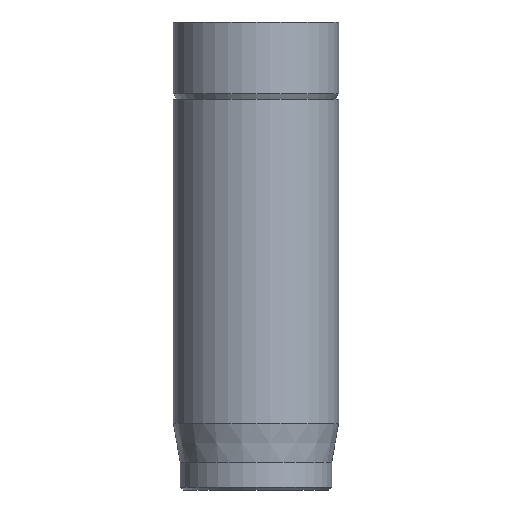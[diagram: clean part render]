
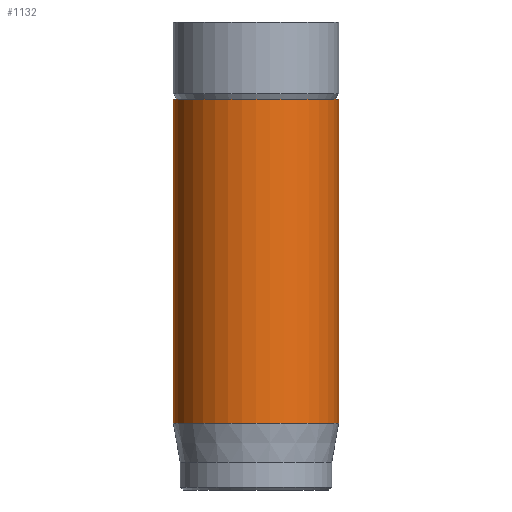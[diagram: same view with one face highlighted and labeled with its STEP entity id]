
A CAD part, front view. The second image highlights one B-rep face of the part: STEP entity #1132.
In plain terms, the highlighted cylindrical face has radius 3 mm (diameter 6 mm), a full revolution.
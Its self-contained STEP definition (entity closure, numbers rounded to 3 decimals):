
#136=CYLINDRICAL_SURFACE('',#1281,3.);
#149=FACE_OUTER_BOUND('',#218,.T.);
#218=EDGE_LOOP('',(#815,#816,#817,#818,#819));
#288=LINE('',#1631,#376);
#376=VECTOR('',#1398,3.);
#461=CIRCLE('',#1263,3.);
#470=CIRCLE('',#1279,3.);
#471=CIRCLE('',#1280,3.);
#493=VERTEX_POINT('',#1595);
#502=VERTEX_POINT('',#1625);
#503=VERTEX_POINT('',#1626);
#607=EDGE_CURVE('',#493,#493,#461,.T.);
#621=EDGE_CURVE('',#502,#503,#470,.T.);
#622=EDGE_CURVE('',#503,#502,#471,.T.);
#624=EDGE_CURVE('',#493,#502,#288,.T.);
#815=ORIENTED_EDGE('',*,*,#607,.T.);
#816=ORIENTED_EDGE('',*,*,#624,.T.);
#817=ORIENTED_EDGE('',*,*,#621,.T.);
#818=ORIENTED_EDGE('',*,*,#622,.T.);
#819=ORIENTED_EDGE('',*,*,#624,.F.);
#1132=ADVANCED_FACE('',(#149),#136,.T.);
#1263=AXIS2_PLACEMENT_3D('',#1596,#1354,#1355);
#1279=AXIS2_PLACEMENT_3D('',#1627,#1391,#1392);
#1280=AXIS2_PLACEMENT_3D('',#1628,#1393,#1394);
#1281=AXIS2_PLACEMENT_3D('',#1630,#1396,#1397);
#1354=DIRECTION('center_axis',(0.,0.,-1.));
#1355=DIRECTION('ref_axis',(-1.,0.,0.));
#1391=DIRECTION('center_axis',(0.,0.,1.));
#1392=DIRECTION('ref_axis',(-1.,0.,0.));
#1393=DIRECTION('center_axis',(0.,0.,1.));
#1394=DIRECTION('ref_axis',(-1.,0.,0.));
#1396=DIRECTION('center_axis',(0.,0.,1.));
#1397=DIRECTION('ref_axis',(-1.,0.,0.));
#1398=DIRECTION('',(0.,0.,-1.));
#1595=CARTESIAN_POINT('',(3.,0.,14.2));
#1596=CARTESIAN_POINT('Origin',(0.,0.,14.2));
#1625=CARTESIAN_POINT('',(3.,0.,2.418));
#1626=CARTESIAN_POINT('',(-3.,0.,2.418));
#1627=CARTESIAN_POINT('Origin',(0.,0.,2.418));
#1628=CARTESIAN_POINT('Origin',(0.,0.,2.418));
#1630=CARTESIAN_POINT('Origin',(0.,0.,0.));
#1631=CARTESIAN_POINT('',(3.,0.,0.));
